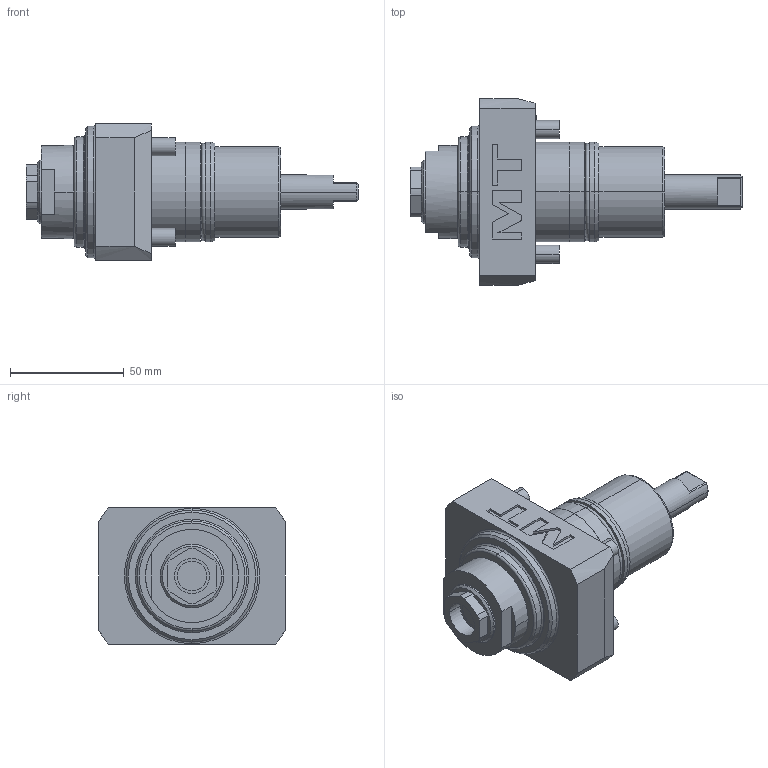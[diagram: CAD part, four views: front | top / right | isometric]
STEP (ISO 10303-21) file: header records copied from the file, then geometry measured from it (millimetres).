
FILE_DESCRIPTION((''),'2;1');
FILE_NAME('NKM0230620_CONF','2023-04-27T08:28:35',('gvalli'),('M.T. srl'),'CREO PARAMETRIC BY PTC INC, 2021072','CREO PARAMETRIC BY PTC INC, 2021072','');
FILE_SCHEMA(('CONFIG_CONTROL_DESIGN'));
Length unit declared in the file: millimetre
Products named in the file (1): NKM0230620_CONF
Bounding box: 146.23 x 82 x 60 mm (x, y, z)
Volume: 245310.8 mm3; surface area: 33103.9 mm2
Topology: 1 solids, 1 shells, 177 faces, 425 edges, 274 vertices
Faces by surface type: plane 95, cylinder 52, cone 16, torus 10, extrusion 4
Entity records: 5212 total; most frequent: CARTESIAN_POINT 947, DIRECTION 902, ORIENTED_EDGE 850, EDGE_CURVE 425, AXIS2_PLACEMENT_3D 319, VERTEX_POINT 274, VECTOR 264, LINE 260
